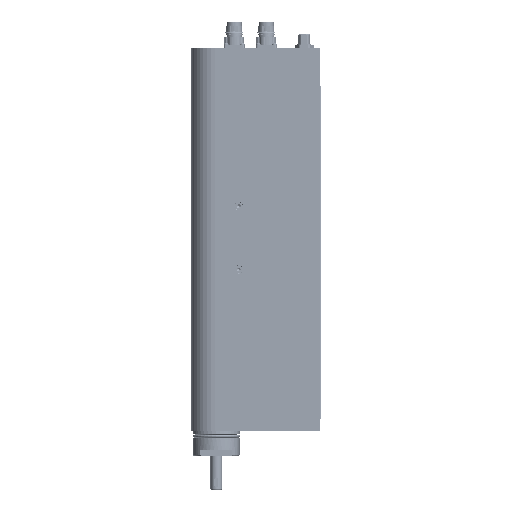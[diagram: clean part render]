
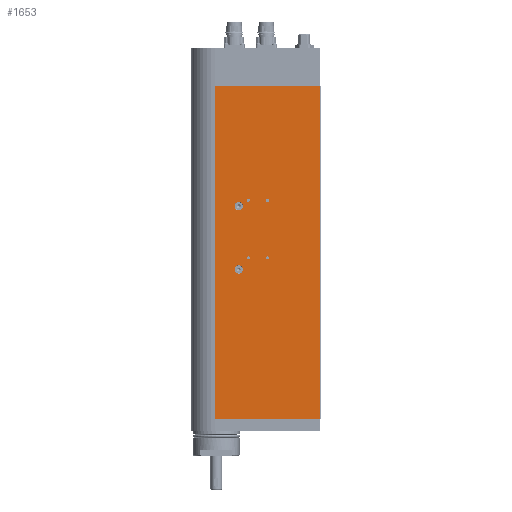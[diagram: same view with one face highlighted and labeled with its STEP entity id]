
A CAD part, front view. The second image highlights one B-rep face of the part: STEP entity #1653.
In plain terms, the highlighted planar face has unit normal (0, -1, 0).
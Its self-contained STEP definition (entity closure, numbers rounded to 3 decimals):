
#509 = ORIENTED_EDGE ( 'NONE', *, *, #55002, .F. ) ;
#1084 = ORIENTED_EDGE ( 'NONE', *, *, #100426, .T. ) ;
#1653 = ADVANCED_FACE ( 'NONE', ( #16853, #51219, #85526, #42345, #76657, #76123, #32352 ), #84996, .F. ) ;
#2973 = ORIENTED_EDGE ( 'NONE', *, *, #34922, .F. ) ;
#4927 = CARTESIAN_POINT ( 'NONE',  ( -42.5, -25., 0. ) ) ;
#5189 = ORIENTED_EDGE ( 'NONE', *, *, #73875, .F. ) ;
#5572 = ORIENTED_EDGE ( 'NONE', *, *, #79975, .T. ) ;
#6672 = ORIENTED_EDGE ( 'NONE', *, *, #35487, .F. ) ;
#8605 = CARTESIAN_POINT ( 'NONE',  ( 12., -25., 168. ) ) ;
#8733 = CARTESIAN_POINT ( 'NONE',  ( -18., -25., 151.6 ) ) ;
#11649 = AXIS2_PLACEMENT_3D ( 'NONE', #50143, #23015, #49603 ) ;
#12681 = ORIENTED_EDGE ( 'NONE', *, *, #80229, .F. ) ;
#13350 = LINE ( 'NONE', #80408, #52407 ) ;
#13940 = EDGE_LOOP ( 'NONE', ( #57589 ) ) ;
#15756 = CIRCLE ( 'NONE', #86563, 1.65 ) ;
#16088 = EDGE_CURVE ( 'NONE', #27505, #27505, #43467, .T. ) ;
#16125 = EDGE_CURVE ( 'NONE', #46871, #46871, #32828, .T. ) ;
#16853 = FACE_BOUND ( 'NONE', #13940, .T. ) ;
#18574 = CARTESIAN_POINT ( 'NONE',  ( -67.5, -25., 347. ) ) ;
#19142 = VECTOR ( 'NONE', #52418, 1000. ) ;
#22802 = DIRECTION ( 'NONE',  ( 0., -1., 0. ) ) ;
#23015 = DIRECTION ( 'NONE',  ( 0., -1., 0. ) ) ;
#25127 = DIRECTION ( 'NONE',  ( 0., 0., -1. ) ) ;
#25813 = AXIS2_PLACEMENT_3D ( 'NONE', #8605, #42393, #31283 ) ;
#27505 = VERTEX_POINT ( 'NONE', #36386 ) ;
#28697 = CARTESIAN_POINT ( 'NONE',  ( 12., -25., 226.35 ) ) ;
#29198 = CARTESIAN_POINT ( 'NONE',  ( -42.5, -25., 347. ) ) ;
#30295 = LINE ( 'NONE', #71880, #99079 ) ;
#31283 = DIRECTION ( 'NONE',  ( 0., 0., -1. ) ) ;
#32352 = FACE_OUTER_BOUND ( 'NONE', #87043, .T. ) ;
#32828 = CIRCLE ( 'NONE', #25813, 1.65 ) ;
#34553 = CARTESIAN_POINT ( 'NONE',  ( -67.5, -25., 347. ) ) ;
#34922 = EDGE_CURVE ( 'NONE', #102650, #102650, #15756, .T. ) ;
#35487 = EDGE_CURVE ( 'NONE', #103675, #102105, #103399, .T. ) ;
#36110 = AXIS2_PLACEMENT_3D ( 'NONE', #34553, #68345, #43416 ) ;
#36386 = CARTESIAN_POINT ( 'NONE',  ( -8., -25., 166.35 ) ) ;
#39838 = CARTESIAN_POINT ( 'NONE',  ( 12., -25., 228. ) ) ;
#42345 = FACE_BOUND ( 'NONE', #57927, .T. ) ;
#42393 = DIRECTION ( 'NONE',  ( 0., -1., 0. ) ) ;
#43416 = DIRECTION ( 'NONE',  ( 0., 0., 1. ) ) ;
#43467 = CIRCLE ( 'NONE', #11649, 1.65 ) ;
#45961 = DIRECTION ( 'NONE',  ( 0., -1., 0. ) ) ;
#46871 = VERTEX_POINT ( 'NONE', #80672 ) ;
#46957 = DIRECTION ( 'NONE',  ( 1., 0., 0. ) ) ;
#46998 = VERTEX_POINT ( 'NONE', #28697 ) ;
#47048 = DIRECTION ( 'NONE',  ( 0., 0., -1. ) ) ;
#49603 = DIRECTION ( 'NONE',  ( 0., 0., -1. ) ) ;
#50143 = CARTESIAN_POINT ( 'NONE',  ( -8., -25., 168. ) ) ;
#50839 = VERTEX_POINT ( 'NONE', #8733 ) ;
#51219 = FACE_BOUND ( 'NONE', #102201, .T. ) ;
#52184 = CARTESIAN_POINT ( 'NONE',  ( -8., -25., 226.35 ) ) ;
#52407 = VECTOR ( 'NONE', #80955, 1000. ) ;
#52418 = DIRECTION ( 'NONE',  ( 1., 0., 0. ) ) ;
#53415 = EDGE_LOOP ( 'NONE', ( #5189 ) ) ;
#54887 = EDGE_LOOP ( 'NONE', ( #509 ) ) ;
#55002 = EDGE_CURVE ( 'NONE', #50839, #50839, #102478, .T. ) ;
#56391 = AXIS2_PLACEMENT_3D ( 'NONE', #64892, #22802, #92053 ) ;
#57589 = ORIENTED_EDGE ( 'NONE', *, *, #16088, .F. ) ;
#57927 = EDGE_LOOP ( 'NONE', ( #12681 ) ) ;
#58837 = ORIENTED_EDGE ( 'NONE', *, *, #62855, .T. ) ;
#59969 = CARTESIAN_POINT ( 'NONE',  ( 67., -25., 347. ) ) ;
#61424 = EDGE_LOOP ( 'NONE', ( #78652 ) ) ;
#62855 = EDGE_CURVE ( 'NONE', #103675, #100880, #98046, .T. ) ;
#63673 = CARTESIAN_POINT ( 'NONE',  ( -42.5, -25., 347. ) ) ;
#64623 = CARTESIAN_POINT ( 'NONE',  ( 67., -25., 0. ) ) ;
#64892 = CARTESIAN_POINT ( 'NONE',  ( -18., -25., 156. ) ) ;
#67252 = DIRECTION ( 'NONE',  ( 0., -1., 0. ) ) ;
#67502 = DIRECTION ( 'NONE',  ( 0., -1., 0. ) ) ;
#68345 = DIRECTION ( 'NONE',  ( 0., 1., 0. ) ) ;
#68878 = CARTESIAN_POINT ( 'NONE',  ( -18., -25., 222. ) ) ;
#71880 = CARTESIAN_POINT ( 'NONE',  ( -67.5, -25., 0. ) ) ;
#71971 = DIRECTION ( 'NONE',  ( 0., 0., -1. ) ) ;
#73875 = EDGE_CURVE ( 'NONE', #90889, #90889, #80540, .T. ) ;
#76123 = FACE_BOUND ( 'NONE', #54887, .T. ) ;
#76657 = FACE_BOUND ( 'NONE', #53415, .T. ) ;
#78652 = ORIENTED_EDGE ( 'NONE', *, *, #16125, .F. ) ;
#79975 = EDGE_CURVE ( 'NONE', #100880, #95227, #30295, .T. ) ;
#80229 = EDGE_CURVE ( 'NONE', #46998, #46998, #102659, .T. ) ;
#80408 = CARTESIAN_POINT ( 'NONE',  ( 67., -25., 347. ) ) ;
#80540 = CIRCLE ( 'NONE', #103605, 4.4 ) ;
#80672 = CARTESIAN_POINT ( 'NONE',  ( 12., -25., 166.35 ) ) ;
#80955 = DIRECTION ( 'NONE',  ( 0., 0., 1. ) ) ;
#83066 = AXIS2_PLACEMENT_3D ( 'NONE', #39838, #45961, #47048 ) ;
#84690 = CARTESIAN_POINT ( 'NONE',  ( -8., -25., 228. ) ) ;
#84996 = PLANE ( 'NONE',  #36110 ) ;
#85232 = DIRECTION ( 'NONE',  ( 0., 0., -1. ) ) ;
#85526 = FACE_BOUND ( 'NONE', #61424, .T. ) ;
#86563 = AXIS2_PLACEMENT_3D ( 'NONE', #84690, #67502, #85232 ) ;
#87043 = EDGE_LOOP ( 'NONE', ( #5572, #1084, #6672, #58837 ) ) ;
#89810 = CARTESIAN_POINT ( 'NONE',  ( -18., -25., 217.6 ) ) ;
#90889 = VERTEX_POINT ( 'NONE', #89810 ) ;
#92053 = DIRECTION ( 'NONE',  ( 0., 0., -1. ) ) ;
#95227 = VERTEX_POINT ( 'NONE', #64623 ) ;
#98046 = LINE ( 'NONE', #63673, #98142 ) ;
#98142 = VECTOR ( 'NONE', #71971, 1000. ) ;
#99079 = VECTOR ( 'NONE', #46957, 1000. ) ;
#100426 = EDGE_CURVE ( 'NONE', #95227, #102105, #13350, .T. ) ;
#100880 = VERTEX_POINT ( 'NONE', #4927 ) ;
#102105 = VERTEX_POINT ( 'NONE', #59969 ) ;
#102201 = EDGE_LOOP ( 'NONE', ( #2973 ) ) ;
#102478 = CIRCLE ( 'NONE', #56391, 4.4 ) ;
#102650 = VERTEX_POINT ( 'NONE', #52184 ) ;
#102659 = CIRCLE ( 'NONE', #83066, 1.65 ) ;
#103399 = LINE ( 'NONE', #18574, #19142 ) ;
#103605 = AXIS2_PLACEMENT_3D ( 'NONE', #68878, #67252, #25127 ) ;
#103675 = VERTEX_POINT ( 'NONE', #29198 ) ;
